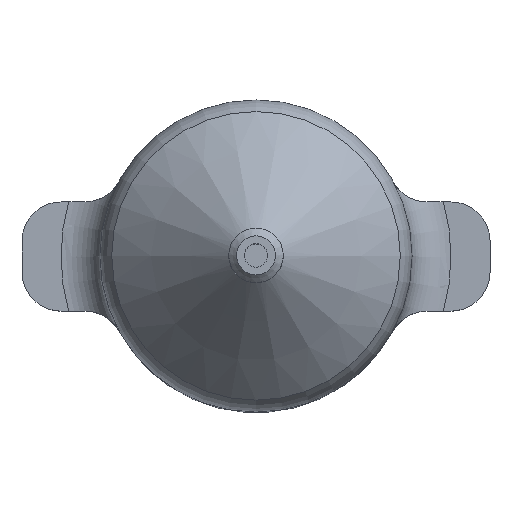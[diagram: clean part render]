
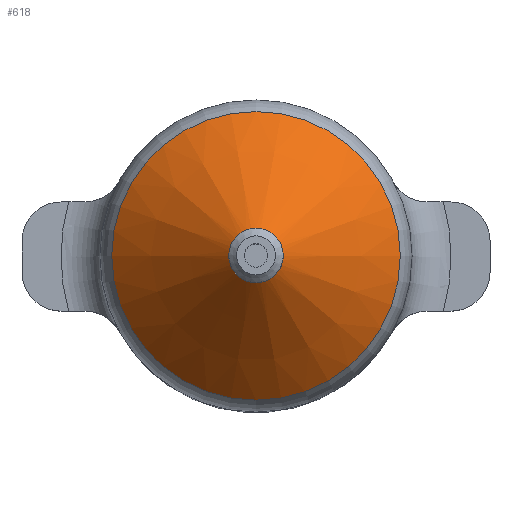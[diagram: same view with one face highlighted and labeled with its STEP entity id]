
A CAD part, top view. The second image highlights one B-rep face of the part: STEP entity #618.
In plain terms, the highlighted conical face has half-angle 45 degrees and reference radius 11 mm.
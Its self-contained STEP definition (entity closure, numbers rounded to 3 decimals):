
#67=FACE_OUTER_BOUND('',#106,.T.);
#106=EDGE_LOOP('',(#458,#459,#460,#461,#462,#463));
#148=LINE('',#1008,#190);
#190=VECTOR('',#808,11.);
#226=CIRCLE('',#670,3.5);
#227=CIRCLE('',#671,3.5);
#231=CIRCLE('',#676,18.5);
#232=CIRCLE('',#677,18.5);
#269=VERTEX_POINT('',#962);
#270=VERTEX_POINT('',#964);
#273=VERTEX_POINT('',#972);
#274=VERTEX_POINT('',#974);
#331=EDGE_CURVE('',#269,#270,#226,.T.);
#332=EDGE_CURVE('',#270,#269,#227,.T.);
#336=EDGE_CURVE('',#273,#274,#231,.T.);
#337=EDGE_CURVE('',#274,#273,#232,.T.);
#353=EDGE_CURVE('',#270,#274,#148,.T.);
#458=ORIENTED_EDGE('',*,*,#331,.F.);
#459=ORIENTED_EDGE('',*,*,#332,.F.);
#460=ORIENTED_EDGE('',*,*,#353,.T.);
#461=ORIENTED_EDGE('',*,*,#336,.F.);
#462=ORIENTED_EDGE('',*,*,#337,.F.);
#463=ORIENTED_EDGE('',*,*,#353,.F.);
#607=CONICAL_SURFACE('',#689,11.,0.785);
#618=ADVANCED_FACE('',(#67),#607,.T.);
#670=AXIS2_PLACEMENT_3D('',#965,#761,#762);
#671=AXIS2_PLACEMENT_3D('',#966,#763,#764);
#676=AXIS2_PLACEMENT_3D('',#975,#773,#774);
#677=AXIS2_PLACEMENT_3D('',#976,#775,#776);
#689=AXIS2_PLACEMENT_3D('',#1007,#806,#807);
#761=DIRECTION('center_axis',(0.,0.,1.));
#762=DIRECTION('ref_axis',(-1.,0.,0.));
#763=DIRECTION('center_axis',(0.,0.,1.));
#764=DIRECTION('ref_axis',(-1.,0.,0.));
#773=DIRECTION('center_axis',(0.,0.,-1.));
#774=DIRECTION('ref_axis',(1.,0.,0.));
#775=DIRECTION('center_axis',(0.,0.,-1.));
#776=DIRECTION('ref_axis',(1.,0.,0.));
#806=DIRECTION('center_axis',(0.,0.,-1.));
#807=DIRECTION('ref_axis',(1.,0.,0.));
#808=DIRECTION('',(-0.707,0.,-0.707));
#962=CARTESIAN_POINT('',(3.5,0.,65.));
#964=CARTESIAN_POINT('',(-3.5,0.,65.));
#965=CARTESIAN_POINT('Origin',(0.,0.,65.));
#966=CARTESIAN_POINT('Origin',(0.,0.,65.));
#972=CARTESIAN_POINT('',(18.5,0.,50.));
#974=CARTESIAN_POINT('',(-18.5,0.,50.));
#975=CARTESIAN_POINT('Origin',(0.,0.,50.));
#976=CARTESIAN_POINT('Origin',(0.,0.,50.));
#1007=CARTESIAN_POINT('Origin',(0.,0.,57.5));
#1008=CARTESIAN_POINT('',(-11.,0.,57.5));
